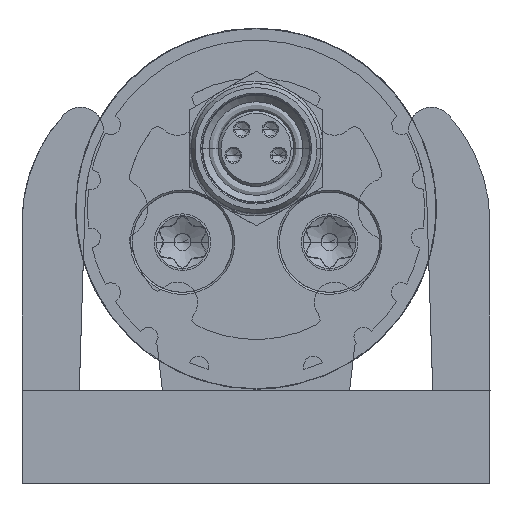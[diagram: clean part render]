
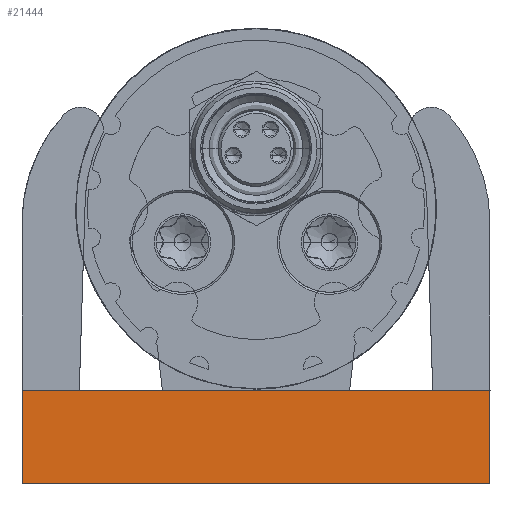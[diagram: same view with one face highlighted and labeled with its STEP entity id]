
A CAD part, front view. The second image highlights one B-rep face of the part: STEP entity #21444.
In plain terms, the highlighted planar face has unit normal (0, -1, 0).
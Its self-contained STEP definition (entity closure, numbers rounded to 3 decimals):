
#21424=AXIS2_PLACEMENT_3D('Plane Axis2P3D',#21421,#21422,#21423) ;
#19827=CARTESIAN_POINT('Vertex',(0.,7.022,0.)) ;
#19843=CARTESIAN_POINT('Vertex',(35.,7.022,0.)) ;
#19846=CARTESIAN_POINT('Line Origine',(17.5,7.022,0.)) ;
#21369=CARTESIAN_POINT('Vertex',(0.,7.022,7.)) ;
#21405=CARTESIAN_POINT('Line Origine',(0.,7.022,3.5)) ;
#21421=CARTESIAN_POINT('Axis2P3D Location',(-0.02,7.022,-0.02)) ;
#21426=CARTESIAN_POINT('Line Origine',(35.,7.022,3.5)) ;
#21430=CARTESIAN_POINT('Vertex',(35.,7.022,7.)) ;
#21433=CARTESIAN_POINT('Line Origine',(17.5,7.022,7.)) ;
#19847=DIRECTION('Vector Direction',(-1.,0.,0.)) ;
#21406=DIRECTION('Vector Direction',(0.,0.,1.)) ;
#21422=DIRECTION('Axis2P3D Direction',(0.,-1.,0.)) ;
#21423=DIRECTION('Axis2P3D XDirection',(1.,0.,0.)) ;
#21427=DIRECTION('Vector Direction',(0.,0.,1.)) ;
#21434=DIRECTION('Vector Direction',(1.,0.,0.)) ;
#19848=VECTOR('Line Direction',#19847,1.) ;
#21407=VECTOR('Line Direction',#21406,1.) ;
#21428=VECTOR('Line Direction',#21427,1.) ;
#21435=VECTOR('Line Direction',#21434,1.) ;
#21439=ORIENTED_EDGE('',*,*,#21432,.T.) ;
#21440=ORIENTED_EDGE('',*,*,#21437,.F.) ;
#21441=ORIENTED_EDGE('',*,*,#21409,.F.) ;
#21442=ORIENTED_EDGE('',*,*,#19850,.F.) ;
#21444=ADVANCED_FACE('Hauptkoerper',(#21443),#21425,.T.) ;
#19850=EDGE_CURVE('',#19844,#19828,#19849,.T.) ;
#21409=EDGE_CURVE('',#19828,#21370,#21408,.T.) ;
#21432=EDGE_CURVE('',#19844,#21431,#21429,.T.) ;
#21437=EDGE_CURVE('',#21370,#21431,#21436,.T.) ;
#21438=EDGE_LOOP('',(#21439,#21440,#21441,#21442)) ;
#21443=FACE_OUTER_BOUND('',#21438,.T.) ;
#19849=LINE('Line',#19846,#19848) ;
#21408=LINE('Line',#21405,#21407) ;
#21429=LINE('Line',#21426,#21428) ;
#21436=LINE('Line',#21433,#21435) ;
#21425=PLANE('',#21424) ;
#19828=VERTEX_POINT('',#19827) ;
#19844=VERTEX_POINT('',#19843) ;
#21370=VERTEX_POINT('',#21369) ;
#21431=VERTEX_POINT('',#21430) ;
